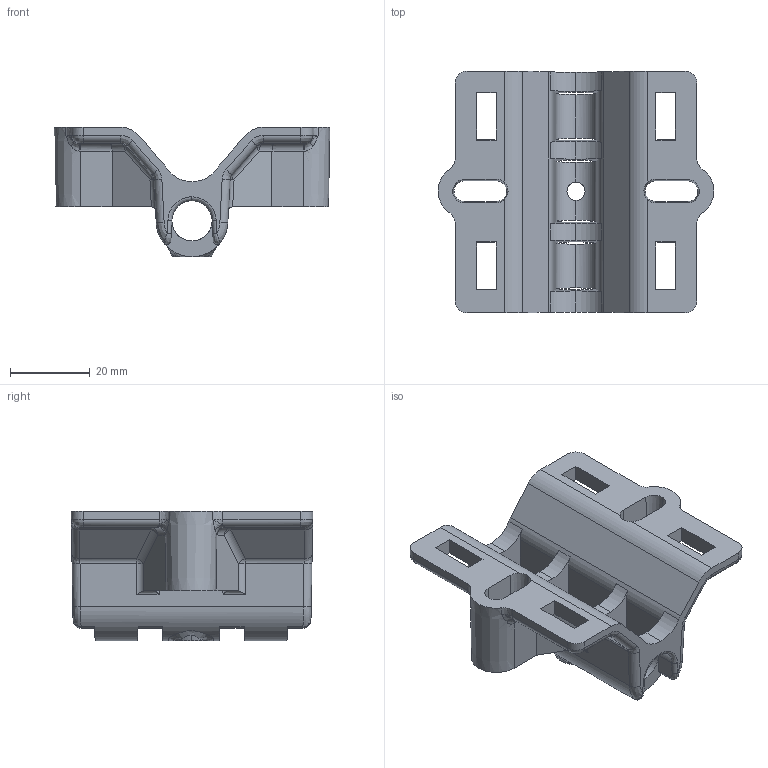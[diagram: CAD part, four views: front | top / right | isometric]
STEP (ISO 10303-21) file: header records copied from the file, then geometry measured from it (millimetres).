
FILE_DESCRIPTION (( 'STEP AP214' ), '1' );
FILE_NAME ('support-rev2.STEP', '2022-11-03T18:39:00', ( '' ), ( '' ), 'SwSTEP 2.0', 'SolidWorks 2016', '' );
FILE_SCHEMA (( 'AUTOMOTIVE_DESIGN' ));
Length unit declared in the file: millimetre
Products named in the file (2): support-rev2
Bounding box: 69.2 x 60.66 x 32.48 mm (x, y, z)
Volume: 29125.9 mm3; surface area: 16770.5 mm2
Topology: 1 solids, 1 shells, 267 faces, 738 edges, 450 vertices
Faces by surface type: cylinder 94, plane 83, bspline 71, cone 19
Entity records: 11567 total; most frequent: CARTESIAN_POINT 5599, ORIENTED_EDGE 1460, DIRECTION 994, EDGE_CURVE 730, VERTEX_POINT 450, LINE 334, VECTOR 334, AXIS2_PLACEMENT_3D 330
